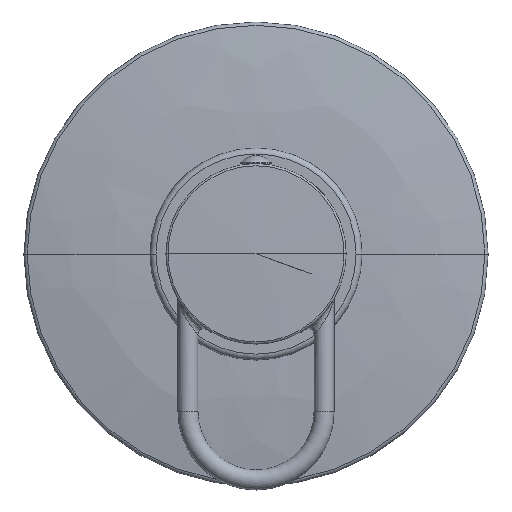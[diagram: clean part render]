
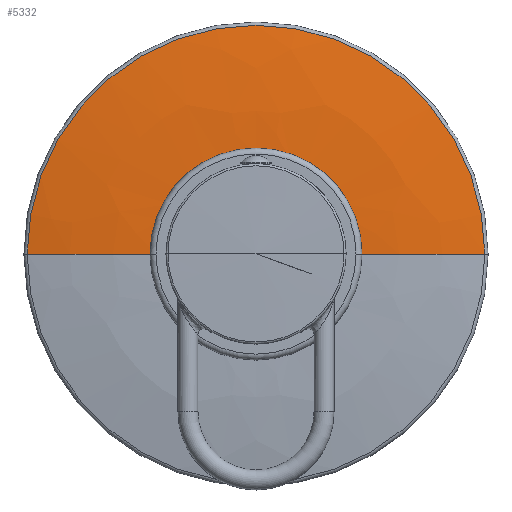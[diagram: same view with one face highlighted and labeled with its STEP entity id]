
A CAD part, top view. The second image highlights one B-rep face of the part: STEP entity #5332.
In plain terms, the highlighted free-form (B-spline) face has degree [3, 3] with [7, 4] control points.
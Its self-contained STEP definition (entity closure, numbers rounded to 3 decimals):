
#4971=CARTESIAN_POINT('',(0.,0.,-4.5));
#4972=DIRECTION('',(0.,0.,-1.));
#4973=DIRECTION('',(-1.,0.,0.));
#4974=AXIS2_PLACEMENT_3D('',#4971,#4972,#4973);
#4976=CARTESIAN_POINT('',(0.,0.,-7.351));
#4977=DIRECTION('',(0.,0.,1.));
#4978=DIRECTION('',(1.,0.,0.));
#4979=AXIS2_PLACEMENT_3D('',#4976,#4977,#4978);
#4996=CARTESIAN_POINT('',(-25.,0.,-187.5));
#4997=DIRECTION('',(0.,1.,0.));
#4998=DIRECTION('',(-0.176,0.,0.984));
#4999=AXIS2_PLACEMENT_3D('',#4996,#4997,#4998);
#5001=CARTESIAN_POINT('',(25.,0.,-187.5));
#5002=DIRECTION('',(0.,-1.,0.));
#5003=DIRECTION('',(0.176,0.,0.984));
#5004=AXIS2_PLACEMENT_3D('',#5001,#5002,#5003);
#5044=CARTESIAN_POINT('',(-25.,0.,-4.5));
#5046=VERTEX_POINT('',#5044);
#5048=CARTESIAN_POINT('',(25.,0.,-4.5));
#5050=VERTEX_POINT('',#5048);
#5060=CARTESIAN_POINT('',(-57.176,0.,-7.351));
#5061=CARTESIAN_POINT('',(57.176,0.,
-7.351));
#5062=VERTEX_POINT('',#5060);
#5063=VERTEX_POINT('',#5061);
#5294=CARTESIAN_POINT('',(-24.305,-1.529,
-4.501));
#5295=CARTESIAN_POINT('',(-35.511,-2.234,
-4.461));
#5296=CARTESIAN_POINT('',(-46.674,-2.936,
-5.452));
#5297=CARTESIAN_POINT('',(-57.698,-3.63,
-7.466));
#5298=CARTESIAN_POINT('',(-25.246,13.428,
-4.501));
#5299=CARTESIAN_POINT('',(-36.886,19.619,
-4.461));
#5300=CARTESIAN_POINT('',(-48.481,25.786,
-5.452));
#5301=CARTESIAN_POINT('',(-59.932,31.877,
-7.466));
#5302=CARTESIAN_POINT('',(-14.987,24.353,
-4.501));
#5303=CARTESIAN_POINT('',(-21.897,35.581,
-4.461));
#5304=CARTESIAN_POINT('',(-28.78,46.766,
-5.452));
#5305=CARTESIAN_POINT('',(-35.578,57.812,
-7.466));
#5306=CARTESIAN_POINT('',(0.,24.353,-4.501));
#5307=CARTESIAN_POINT('',(0.,35.581,-4.461));
#5308=CARTESIAN_POINT('',(0.,46.766,-5.452));
#5309=CARTESIAN_POINT('',(0.,57.812,
-7.466));
#5310=CARTESIAN_POINT('',(14.987,24.353,-4.501));
#5311=CARTESIAN_POINT('',(21.897,35.581,-4.461));
#5312=CARTESIAN_POINT('',(28.78,46.766,-5.452));
#5313=CARTESIAN_POINT('',(35.578,57.812,-7.466));
#5314=CARTESIAN_POINT('',(25.246,13.428,-4.501));
#5315=CARTESIAN_POINT('',(36.886,19.619,-4.461));
#5316=CARTESIAN_POINT('',(48.481,25.786,-5.452));
#5317=CARTESIAN_POINT('',(59.932,31.877,-7.466));
#5318=CARTESIAN_POINT('',(24.305,-1.529,
-4.501));
#5319=CARTESIAN_POINT('',(35.511,-2.234,
-4.461));
#5320=CARTESIAN_POINT('',(46.674,-2.936,
-5.452));
#5321=CARTESIAN_POINT('',(57.698,-3.63,
-7.466));
#5322=(BOUNDED_SURFACE()B_SPLINE_SURFACE(3,3,((#5294,#5295,#5296,#5297),(#5298,
#5299,#5300,#5301),(#5302,#5303,#5304,#5305),(#5306,#5307,#5308,#5309),(#5310,
#5311,#5312,#5313),(#5314,#5315,#5316,#5317),(#5318,#5319,#5320,#5321)),
.UNSPECIFIED.,.F.,.F.,.F.)B_SPLINE_SURFACE_WITH_KNOTS((4,3,4),(4,4),(0.,1.,
2.),(0.,1.),.UNSPECIFIED.)GEOMETRIC_REPRESENTATION_ITEM()RATIONAL_B_SPLINE_SURFACE(((1.19,1.186,1.186,1.19),(
0.94,0.937,0.937,0.94),(
0.94,0.937,0.937,0.94),(
1.19,1.186,1.186,1.19),(
0.94,0.937,0.937,0.94),(
0.94,0.937,0.937,0.94),(
1.19,1.186,1.186,1.19)))REPRESENTATION_ITEM('')SURFACE());
#5324=ORIENTED_EDGE('',*,*,#5323,.F.);
#5326=ORIENTED_EDGE('',*,*,#5325,.T.);
#5327=ORIENTED_EDGE('',*,*,#5280,.F.);
#5329=ORIENTED_EDGE('',*,*,#5328,.F.);
#5330=EDGE_LOOP('',(#5324,#5326,#5327,#5329));
#5331=FACE_OUTER_BOUND('',#5330,.F.);
#5332=ADVANCED_FACE('',(#5331),#5322,.T.);
#4975=CIRCLE('',#4974,25.);
#4980=CIRCLE('',#4979,57.176);
#5000=CIRCLE('',#4999,183.);
#5005=CIRCLE('',#5004,183.);
#5280=EDGE_CURVE('',#5046,#5050,#4975,.T.);
#5323=EDGE_CURVE('',#5063,#5062,#4980,.T.);
#5325=EDGE_CURVE('',#5063,#5050,#5005,.T.);
#5328=EDGE_CURVE('',#5062,#5046,#5000,.T.);
